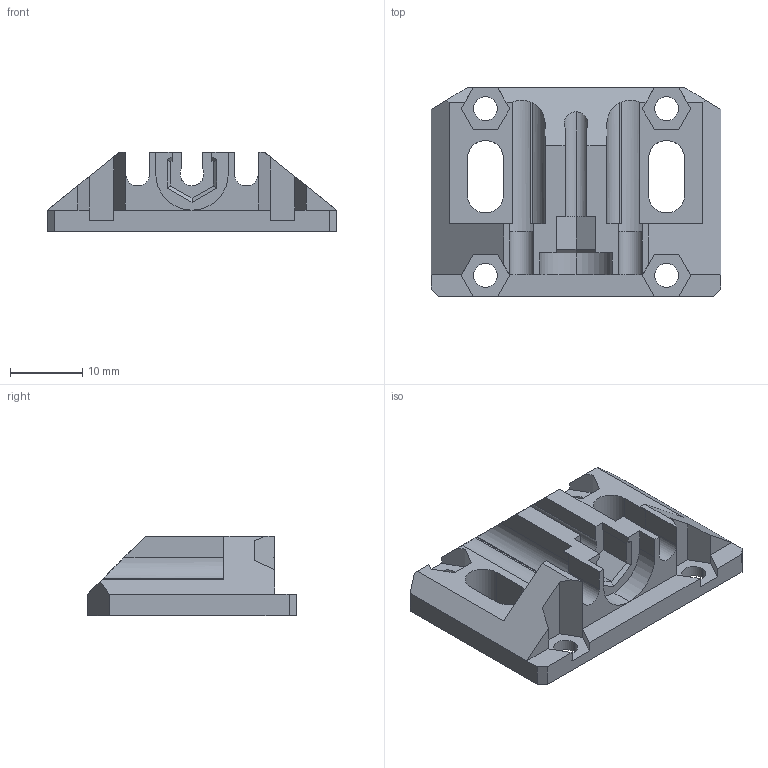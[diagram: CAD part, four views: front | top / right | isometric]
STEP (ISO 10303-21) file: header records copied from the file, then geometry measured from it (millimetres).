
FILE_DESCRIPTION (( 'STEP AP214' ), '1' );
FILE_NAME ('nozzle-mounting 02.STEP', '2011-02-18T23:11:59', ( 'Owner' ), ( '22ndstreetcomputers.com' ), 'SwSTEP 2.0', 'SolidWorks 2010', '' );
FILE_SCHEMA (( 'AUTOMOTIVE_DESIGN' ));
Length unit declared in the file: millimetre
Products named in the file (1): nozzle-mounting 02
Bounding box: 40 x 28.8 x 11 mm (x, y, z)
Volume: 5479.8 mm3; surface area: 3734.9 mm2
Topology: 1 solids, 1 shells, 113 faces, 324 edges, 213 vertices
Faces by surface type: plane 93, cylinder 20
Entity records: 3706 total; most frequent: CARTESIAN_POINT 669, ORIENTED_EDGE 648, DIRECTION 588, EDGE_CURVE 324, LINE 276, VECTOR 276, VERTEX_POINT 213, AXIS2_PLACEMENT_3D 156
